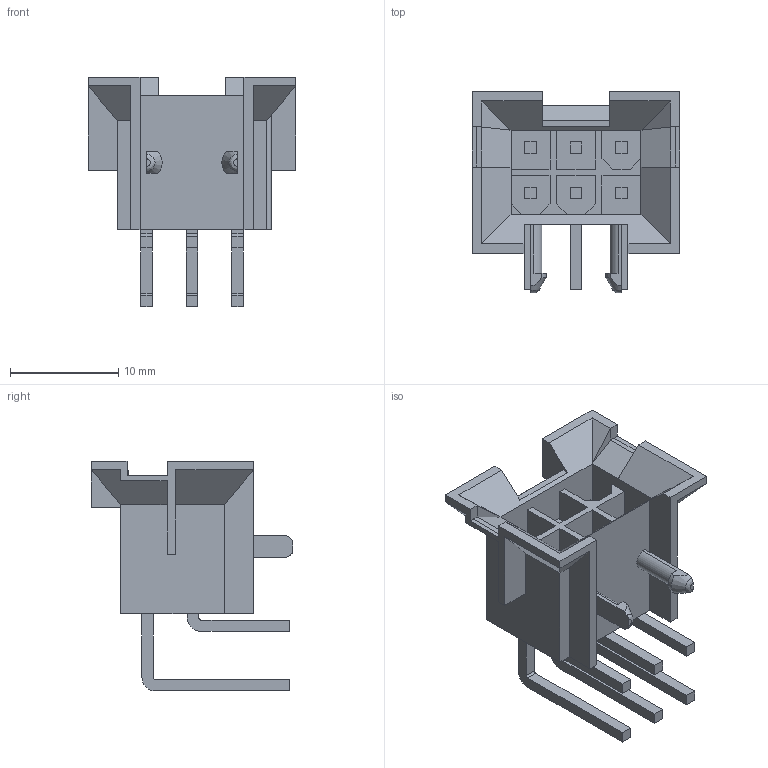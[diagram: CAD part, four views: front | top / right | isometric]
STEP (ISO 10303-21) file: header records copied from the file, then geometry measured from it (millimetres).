
FILE_DESCRIPTION((''),'2;1');
FILE_NAME('015246060','2013-11-05T',('me'),(''),'PRO/ENGINEER BY PARAMETRIC TECHNOLOGY CORPORATION, 2012230','PRO/ENGINEER BY PARAMETRIC TECHNOLOGY CORPORATION, 2012230','');
FILE_SCHEMA(('CONFIG_CONTROL_DESIGN'));
Length unit declared in the file: millimetre
Products named in the file (1): 015246060
Bounding box: 19.2 x 18.6 x 21.23 mm (x, y, z)
Volume: 1386.3 mm3; surface area: 2574.4 mm2
Topology: 1 solids, 1 shells, 204 faces, 560 edges, 374 vertices
Faces by surface type: plane 183, cylinder 17, cone 2, bspline 2
Entity records: 6478 total; most frequent: CARTESIAN_POINT 1228, ORIENTED_EDGE 1084, DIRECTION 1018, EDGE_CURVE 542, VECTOR 496, LINE 496, VERTEX_POINT 354, AXIS2_PLACEMENT_3D 261
